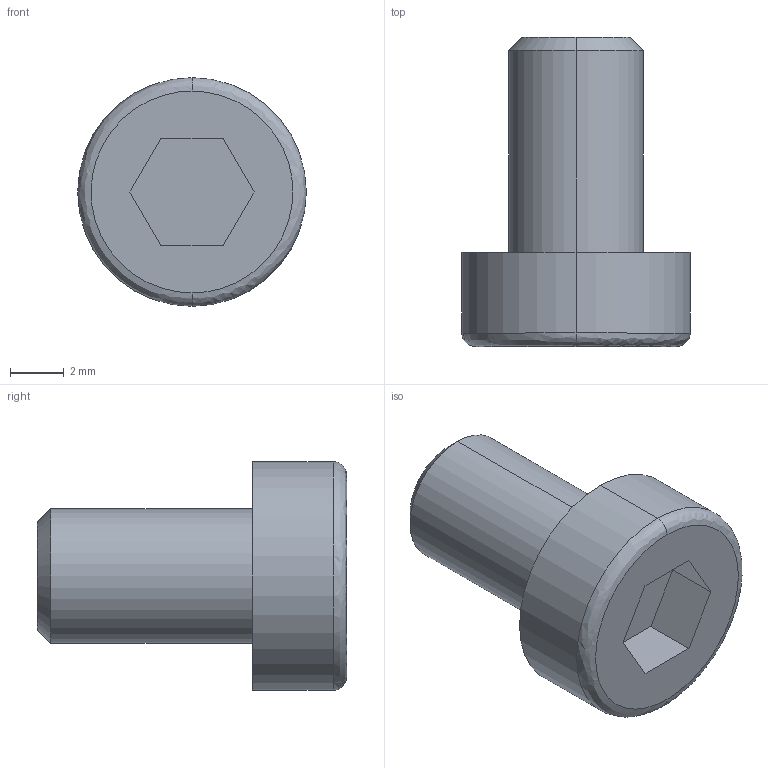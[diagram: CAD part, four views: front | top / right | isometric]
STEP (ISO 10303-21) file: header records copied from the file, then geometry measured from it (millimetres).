
FILE_DESCRIPTION (( 'STEP AP203' ), '1' );
FILE_NAME ('402150326_c_1.STEP', '2023-05-05T04:48:43', ( '' ), ( '' ), 'SwSTEP 2.0', 'SolidWorks 2014', '' );
FILE_SCHEMA (( 'CONFIG_CONTROL_DESIGN' ));
Length unit declared in the file: millimetre
Products named in the file (1): 402150326_c_1
Bounding box: 8.5 x 11.5 x 8.5 mm (x, y, z)
Volume: 324.8 mm3; surface area: 349.7 mm2
Topology: 1 solids, 1 shells, 18 faces, 39 edges, 25 vertices
Faces by surface type: plane 10, cylinder 4, bspline 2, cone 2
Entity records: 605 total; most frequent: CARTESIAN_POINT 137, DIRECTION 82, ORIENTED_EDGE 78, EDGE_CURVE 39, AXIS2_PLACEMENT_3D 29, VERTEX_POINT 25, VECTOR 24, LINE 24
